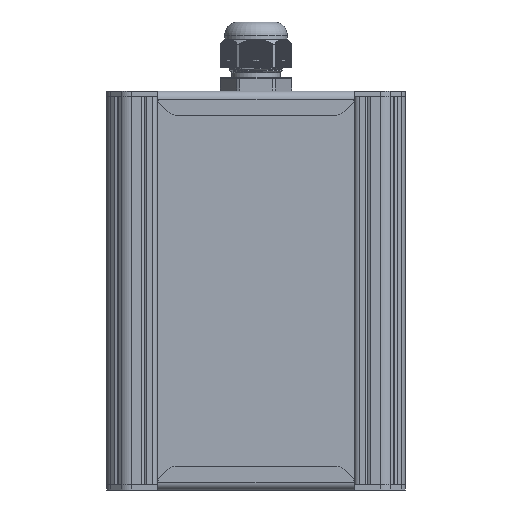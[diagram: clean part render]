
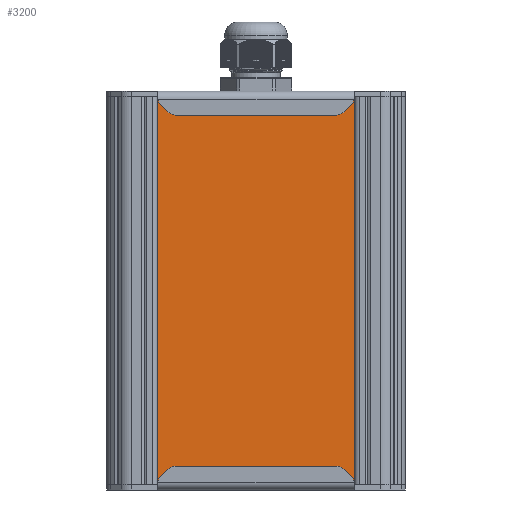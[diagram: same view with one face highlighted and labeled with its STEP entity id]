
A CAD part, front view. The second image highlights one B-rep face of the part: STEP entity #3200.
In plain terms, the highlighted face is planar.
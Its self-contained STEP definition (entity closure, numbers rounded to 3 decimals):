
#3200=ADVANCED_FACE('',(#15666),#15668,.T.);
#15666=FACE_BOUND('',#15667,.T.);
#15667=EDGE_LOOP('',(#29848,#29849,#29850,#29851));
#15668=PLANE('',#15669);
#15669=AXIS2_PLACEMENT_3D('',#15670,#15671,#15672);
#15670=CARTESIAN_POINT('',(120.465,593.492,117.308));
#15671=DIRECTION('',(0.,0.,-1.));
#15672=DIRECTION('',(0.,1.,0.));
#29848=ORIENTED_EDGE('',*,*,#37564,.T.);
#29849=ORIENTED_EDGE('',*,*,#37563,.T.);
#29850=ORIENTED_EDGE('',*,*,#37565,.T.);
#29851=ORIENTED_EDGE('',*,*,#37566,.F.);
#37563=EDGE_CURVE('',#43749,#43754,#43756,.T.);
#37564=EDGE_CURVE('',#43757,#43749,#43758,.F.);
#37565=EDGE_CURVE('',#43754,#43759,#43760,.T.);
#37566=EDGE_CURVE('',#43757,#43759,#43761,.T.);
#43749=VERTEX_POINT('',#63509);
#43754=VERTEX_POINT('',#63518);
#43756=LINE('',#63522,#63523);
#43757=VERTEX_POINT('',#63525);
#43758=LINE('',#63526,#63527);
#43759=VERTEX_POINT('',#63529);
#43760=LINE('',#63530,#63531);
#43761=LINE('',#63533,#63534);
#63509=CARTESIAN_POINT('',(195.465,679.838,117.308));
#63518=CARTESIAN_POINT('',(341.465,679.838,117.308));
#63522=CARTESIAN_POINT('',(195.465,679.838,117.308));
#63523=VECTOR('',#63524,1.);
#63524=DIRECTION('',(1.,0.,0.));
#63525=CARTESIAN_POINT('',(195.465,593.492,117.308));
#63526=CARTESIAN_POINT('',(195.465,679.838,117.308));
#63527=VECTOR('',#63528,1.);
#63528=DIRECTION('',(0.,-1.,0.));
#63529=CARTESIAN_POINT('',(341.465,593.492,117.308));
#63530=CARTESIAN_POINT('',(341.465,679.838,117.308));
#63531=VECTOR('',#63532,1.);
#63532=DIRECTION('',(0.,-1.,0.));
#63533=CARTESIAN_POINT('',(195.465,593.492,117.308));
#63534=VECTOR('',#63535,1.);
#63535=DIRECTION('',(1.,0.,0.));
